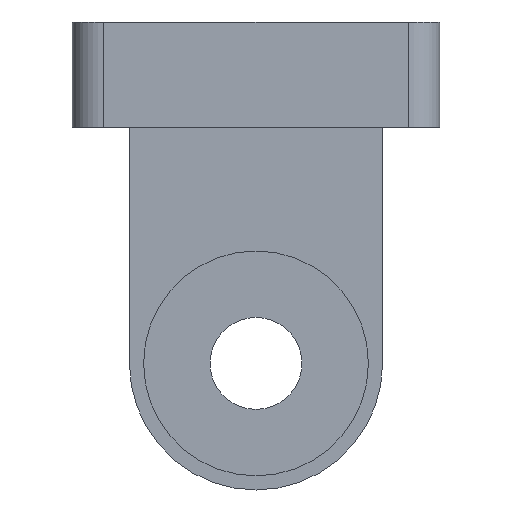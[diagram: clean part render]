
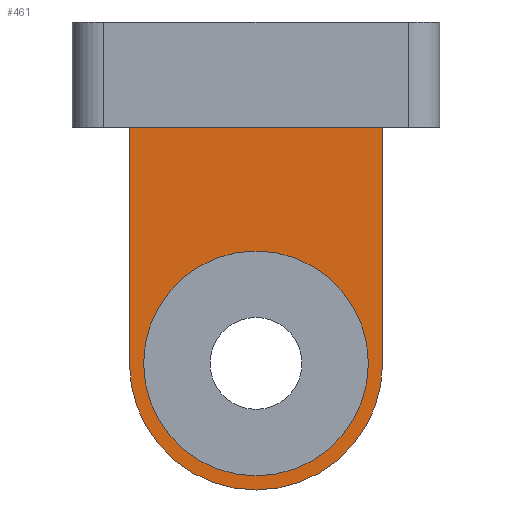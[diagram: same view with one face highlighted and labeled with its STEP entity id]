
A CAD part, front view. The second image highlights one B-rep face of the part: STEP entity #461.
In plain terms, the highlighted planar face has unit normal (0, -1, 0).
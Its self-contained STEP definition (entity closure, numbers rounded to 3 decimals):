
#4 = LINE ( 'NONE', #253, #1168 ) ;
#41 = VERTEX_POINT ( 'NONE', #1422 ) ;
#102 = VERTEX_POINT ( 'NONE', #448 ) ;
#112 = AXIS2_PLACEMENT_3D ( 'NONE', #1253, #610, #1122 ) ;
#152 = CIRCLE ( 'NONE', #1078, 10.7 ) ;
#171 = ORIENTED_EDGE ( 'NONE', *, *, #1628, .T. ) ;
#253 = CARTESIAN_POINT ( 'NONE',  ( -12.05, 26.5, 0. ) ) ;
#267 = FACE_OUTER_BOUND ( 'NONE', #492, .T. ) ;
#316 = VERTEX_POINT ( 'NONE', #613 ) ;
#324 = VERTEX_POINT ( 'NONE', #719 ) ;
#371 = CARTESIAN_POINT ( 'NONE',  ( 0., 26.5, -32.5 ) ) ;
#382 = EDGE_CURVE ( 'NONE', #316, #1314, #4, .T. ) ;
#404 = CIRCLE ( 'NONE', #112, 12.05 ) ;
#410 = VERTEX_POINT ( 'NONE', #516 ) ;
#416 = CIRCLE ( 'NONE', #1080, 10.7 ) ;
#448 = CARTESIAN_POINT ( 'NONE',  ( 12.05, 26.5, -32.5 ) ) ;
#455 = LINE ( 'NONE', #1217, #585 ) ;
#461 = ADVANCED_FACE ( 'NONE', ( #1144, #267 ), #1642, .T. ) ;
#486 = VERTEX_POINT ( 'NONE', #1175 ) ;
#492 = EDGE_LOOP ( 'NONE', ( #1579, #171, #1415, #635, #893, #1199 ) ) ;
#516 = CARTESIAN_POINT ( 'NONE',  ( 12.05, 26.5, -4.5 ) ) ;
#529 = DIRECTION ( 'NONE',  ( 0., 0., 1. ) ) ;
#538 = CARTESIAN_POINT ( 'NONE',  ( 12.05, 26.5, 0. ) ) ;
#547 = ORIENTED_EDGE ( 'NONE', *, *, #1392, .F. ) ;
#585 = VECTOR ( 'NONE', #592, 1000. ) ;
#590 = EDGE_CURVE ( 'NONE', #486, #410, #1563, .T. ) ;
#592 = DIRECTION ( 'NONE',  ( 0., 0., 1. ) ) ;
#610 = DIRECTION ( 'NONE',  ( 0., 1., 0. ) ) ;
#613 = CARTESIAN_POINT ( 'NONE',  ( -12.05, 26.5, -32.5 ) ) ;
#622 = VERTEX_POINT ( 'NONE', #1591 ) ;
#635 = ORIENTED_EDGE ( 'NONE', *, *, #382, .F. ) ;
#651 = DIRECTION ( 'NONE',  ( 0., 0., -1. ) ) ;
#664 = EDGE_CURVE ( 'NONE', #1314, #622, #455, .T. ) ;
#674 = DIRECTION ( 'NONE',  ( 0., 0., 1. ) ) ;
#714 = EDGE_CURVE ( 'NONE', #102, #316, #404, .T. ) ;
#719 = CARTESIAN_POINT ( 'NONE',  ( 0., 26.5, -43.2 ) ) ;
#734 = CARTESIAN_POINT ( 'NONE',  ( -12.05, 26.5, -10. ) ) ;
#747 = ORIENTED_EDGE ( 'NONE', *, *, #1313, .F. ) ;
#757 = DIRECTION ( 'NONE',  ( 0., -1., 0. ) ) ;
#779 = DIRECTION ( 'NONE',  ( 0., 0., -1. ) ) ;
#838 = CARTESIAN_POINT ( 'NONE',  ( 0., 26.5, -4.5 ) ) ;
#861 = DIRECTION ( 'NONE',  ( 0., 0., -1. ) ) ;
#866 = VECTOR ( 'NONE', #651, 1000. ) ;
#893 = ORIENTED_EDGE ( 'NONE', *, *, #714, .F. ) ;
#895 = DIRECTION ( 'NONE',  ( 0., 0., -1. ) ) ;
#914 = CARTESIAN_POINT ( 'NONE',  ( 0., 26.5, -32.5 ) ) ;
#927 = EDGE_CURVE ( 'NONE', #486, #102, #1534, .T. ) ;
#1001 = DIRECTION ( 'NONE',  ( 0., -1., 0. ) ) ;
#1078 = AXIS2_PLACEMENT_3D ( 'NONE', #371, #1474, #861 ) ;
#1080 = AXIS2_PLACEMENT_3D ( 'NONE', #914, #757, #779 ) ;
#1100 = LINE ( 'NONE', #838, #1530 ) ;
#1122 = DIRECTION ( 'NONE',  ( 0., 0., -1. ) ) ;
#1144 = FACE_BOUND ( 'NONE', #1390, .T. ) ;
#1168 = VECTOR ( 'NONE', #529, 1000. ) ;
#1175 = CARTESIAN_POINT ( 'NONE',  ( 12.05, 26.5, -10. ) ) ;
#1199 = ORIENTED_EDGE ( 'NONE', *, *, #927, .F. ) ;
#1217 = CARTESIAN_POINT ( 'NONE',  ( -12.05, 26.5, -70.247 ) ) ;
#1253 = CARTESIAN_POINT ( 'NONE',  ( 0., 26.5, -32.5 ) ) ;
#1313 = EDGE_CURVE ( 'NONE', #41, #324, #152, .T. ) ;
#1314 = VERTEX_POINT ( 'NONE', #734 ) ;
#1390 = EDGE_LOOP ( 'NONE', ( #547, #747 ) ) ;
#1392 = EDGE_CURVE ( 'NONE', #324, #41, #416, .T. ) ;
#1408 = AXIS2_PLACEMENT_3D ( 'NONE', #1517, #1001, #895 ) ;
#1415 = ORIENTED_EDGE ( 'NONE', *, *, #664, .F. ) ;
#1422 = CARTESIAN_POINT ( 'NONE',  ( 0., 26.5, -21.8 ) ) ;
#1427 = CARTESIAN_POINT ( 'NONE',  ( 12.05, 26.5, 0. ) ) ;
#1474 = DIRECTION ( 'NONE',  ( 0., -1., 0. ) ) ;
#1517 = CARTESIAN_POINT ( 'NONE',  ( 0., 26.5, 0. ) ) ;
#1530 = VECTOR ( 'NONE', #1629, 1000. ) ;
#1534 = LINE ( 'NONE', #538, #866 ) ;
#1563 = LINE ( 'NONE', #1427, #1567 ) ;
#1567 = VECTOR ( 'NONE', #674, 1000. ) ;
#1579 = ORIENTED_EDGE ( 'NONE', *, *, #590, .T. ) ;
#1591 = CARTESIAN_POINT ( 'NONE',  ( -12.05, 26.5, -4.5 ) ) ;
#1628 = EDGE_CURVE ( 'NONE', #410, #622, #1100, .T. ) ;
#1629 = DIRECTION ( 'NONE',  ( -1., 0., 0. ) ) ;
#1642 = PLANE ( 'NONE',  #1408 ) ;
